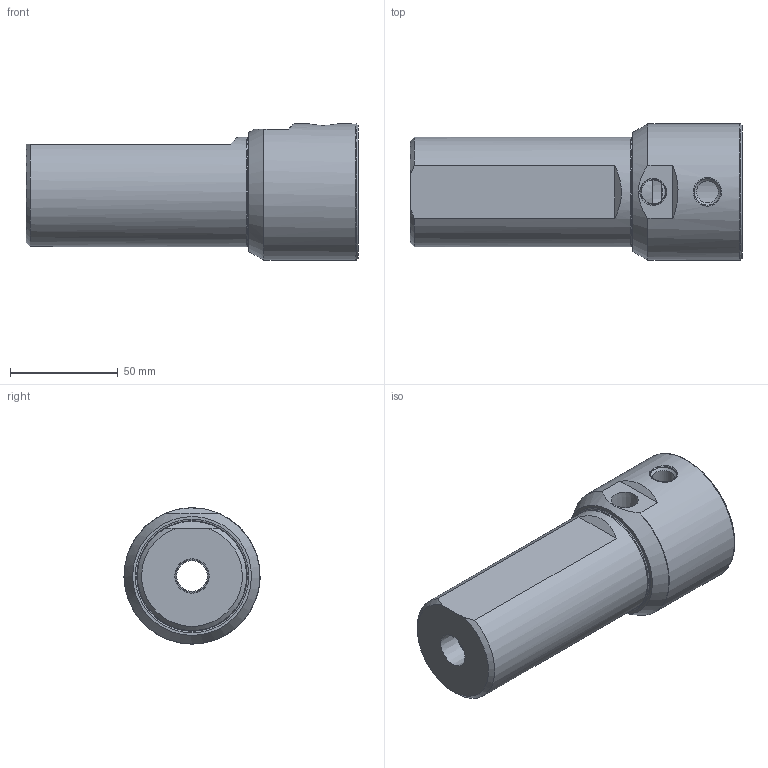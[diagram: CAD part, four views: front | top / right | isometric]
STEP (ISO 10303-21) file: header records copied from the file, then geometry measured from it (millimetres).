
FILE_DESCRIPTION (( 'STEP AP203' ), '1' );
FILE_NAME ('11.361.462.stp', '2018-08-02T13:39:46', ( '' ), ( '' ), 'SwSTEP 2.0', 'SolidWorks 2018', '' );
FILE_SCHEMA (( 'CONFIG_CONTROL_DESIGN' ));
Length unit declared in the file: millimetre
Products named in the file (1): 11.361.462
Bounding box: 154.2 x 63.24 x 63.27 mm (x, y, z)
Volume: 280727.1 mm3; surface area: 43469.2 mm2
Topology: 1 solids, 1 shells, 63 faces, 147 edges, 91 vertices
Faces by surface type: plane 22, cylinder 15, cone 13, bspline 7, torus 6
Full cylindrical faces by diameter (mm): 10.2 x1, 11.125 x1, 14.275 x1, 26 x1, 33 x1, 36 x1, 50.79 x1, 63.27 x1
Entity records: 2346 total; most frequent: CARTESIAN_POINT 1022, DIRECTION 253, ORIENTED_EDGE 232, EDGE_CURVE 116, AXIS2_PLACEMENT_3D 111, EDGE_LOOP 96, VERTEX_POINT 82, FACE_OUTER_BOUND 77
